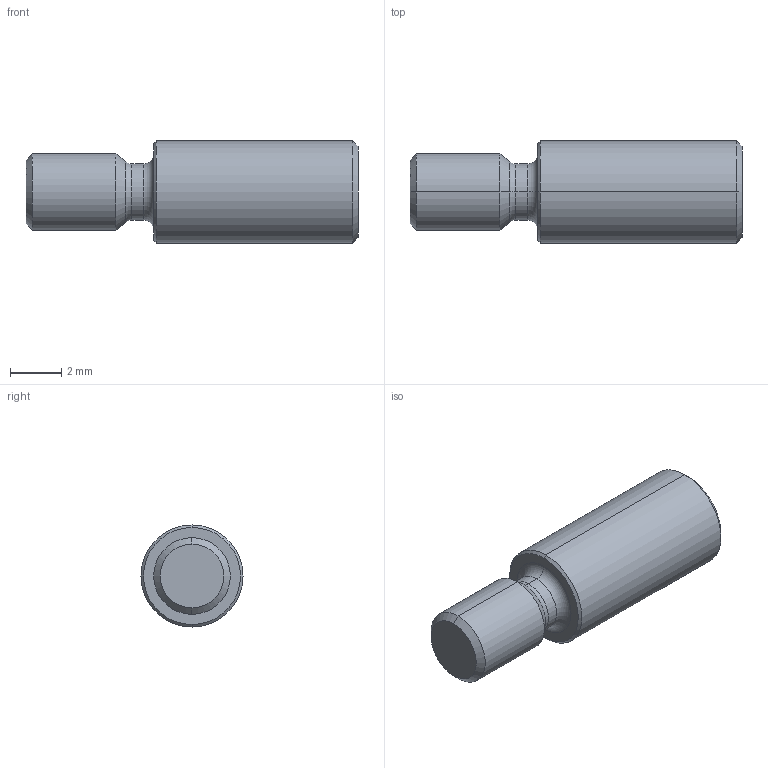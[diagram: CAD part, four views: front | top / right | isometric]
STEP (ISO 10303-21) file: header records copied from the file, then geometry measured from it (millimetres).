
FILE_DESCRIPTION (( 'STEP AP214' ), '1' );
FILE_NAME ('Z20.ER2.001.013.STEP', '2023-08-29T09:47:49', ( '' ), ( '' ), 'SwSTEP 2.0', 'SolidWorks 2017', '' );
FILE_SCHEMA (( 'AUTOMOTIVE_DESIGN' ));
Length unit declared in the file: millimetre
Products named in the file (1): Z20.ER2.001.013
Bounding box: 13 x 4 x 4 mm (x, y, z)
Volume: 120.5 mm3; surface area: 188.9 mm2
Topology: 1 solids, 1 shells, 39 faces, 84 edges, 47 vertices
Faces by surface type: plane 15, cone 12, cylinder 8, torus 4
Entity records: 1108 total; most frequent: CARTESIAN_POINT 209, DIRECTION 190, ORIENTED_EDGE 164, EDGE_CURVE 82, AXIS2_PLACEMENT_3D 76, VERTEX_POINT 47, EDGE_LOOP 41, ADVANCED_FACE 39
